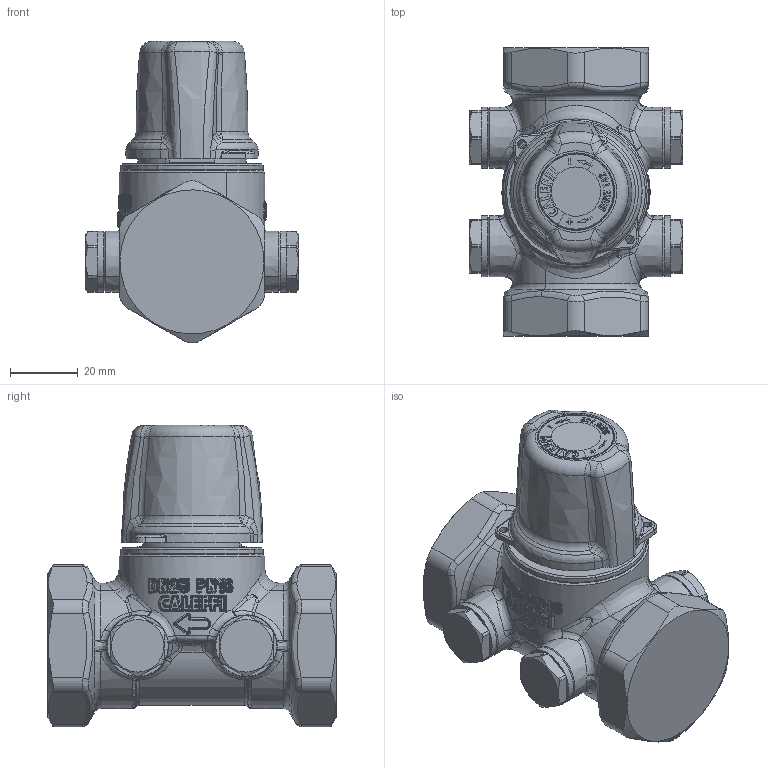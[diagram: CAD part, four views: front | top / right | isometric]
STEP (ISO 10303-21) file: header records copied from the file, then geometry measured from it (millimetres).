
FILE_DESCRIPTION(('CATIA V5 STEP Exchange','CAx-IF Rec.Pracs.--- Model Styling and Organization---1.5--- 2016-08-15','CAx-IF Rec.Pracs.---Supplemental Geometry---1.0---2011-11-01','CAx-IF Rec.Pracs.--- Composite Materials ---3.4---2017-06-13','CAx-IF Rec.Pracs.---Tessellated 3D Geometry---1.0---2015-12-17'),'2;1');
FILE_NAME('STEP_142260_-_TST.stp','2023-01-27T16:15:00+00:00',('none'),('none'),'CATIA Version 5-6 Release 2020 SP5','CATIA V5 STEP AP242 v2','none');
FILE_SCHEMA(('AP242_MANAGED_MODEL_BASED_3D_ENGINEERING_MIM_LF {1 0 10303 442 1 1 4}'));
Products named in the file (1): 142260 - TST
Bounding box: 63 x 85 x 89.08 mm (x, y, z)
Volume: 171920.7 mm3; surface area: 23897.7 mm2
Topology: 1 solids, 1 shells, 1827 faces, 4369 edges, 2417 vertices
Faces by surface type: bspline 1037, plane 285, cylinder 219, sphere 153, cone 52, torus 42, extrusion 35, revolution 4
Entity records: 106396 total; most frequent: CARTESIAN_POINT 74420, ORIENTED_EDGE 8396, EDGE_CURVE 4198, B_SPLINE_CURVE_WITH_KNOTS 3112, VERTEX_POINT 2417, DIRECTION 2330, EDGE_LOOP 1875, ADVANCED_FACE 1827
